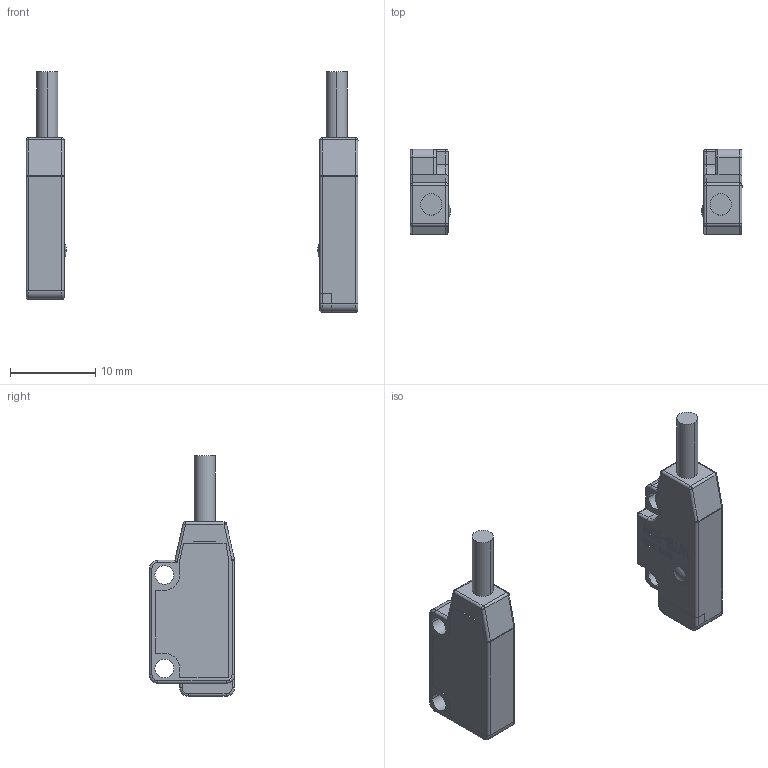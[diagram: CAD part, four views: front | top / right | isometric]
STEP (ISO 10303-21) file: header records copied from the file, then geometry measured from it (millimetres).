
FILE_DESCRIPTION((''),'2;1');
FILE_NAME('GN-04T-D_ASM','2020-05-25T10:43:57',('Administrator'),(''),'CREO PARAMETRIC BY PTC INC, 2018400','CREO PARAMETRIC BY PTC INC, 2018400','');
FILE_SCHEMA(('AUTOMOTIVE_DESIGN { 1 0 10303 214 1 1 1 1 }'));
Length unit declared in the file: millimetre
Products named in the file (5): PRT0007; PRT0008; IGHTS-WTB50N; WTB-50N-01_ASM; GN-04T-D_ASM
Assembly tree (4 placements, depth 3):
  GN-04T-D_ASM
    PRT0007
    WTB-50N-01_ASM
      PRT0008
      IGHTS-WTB50N
Bounding box: 39 x 10 x 28.25 mm (x, y, z)
Volume: 970.5 mm3; surface area: 2580.3 mm2
Topology: 3 solids, 5 shells, 796 faces, 2040 edges, 1314 vertices
Faces by surface type: plane 464, cylinder 159, extrusion 92, torus 26, cone 22, sphere 17, bspline 16
Entity records: 27522 total; most frequent: CARTESIAN_POINT 5291, ORIENTED_EDGE 4056, DIRECTION 3733, EDGE_CURVE 2028, VECTOR 1513, LINE 1421, VERTEX_POINT 1314, AXIS2_PLACEMENT_3D 1110
